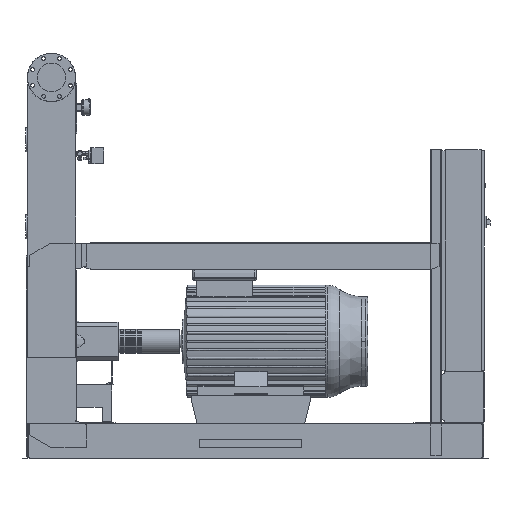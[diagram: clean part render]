
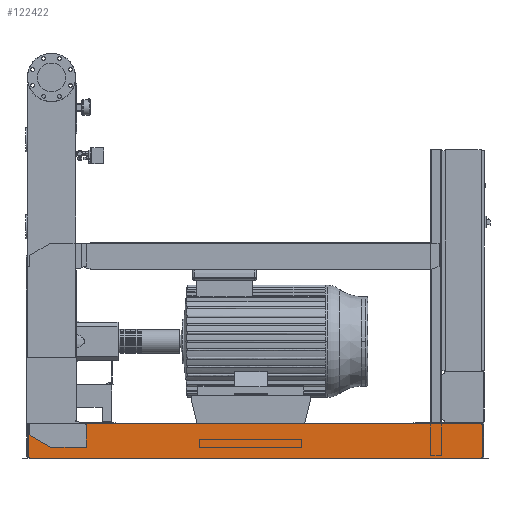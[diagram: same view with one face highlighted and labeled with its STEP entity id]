
A CAD part, front view. The second image highlights one B-rep face of the part: STEP entity #122422.
In plain terms, the highlighted free-form (B-spline) face has degree [1, 1] with [2, 2] control points.
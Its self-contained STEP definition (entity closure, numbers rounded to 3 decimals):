
#117653=CARTESIAN_POINT('',(-131.0,-460.5,202.));
#117654=VERTEX_POINT('',#117653);
#117661=CARTESIAN_POINT('',(-131.0,-460.5,208.));
#117662=VERTEX_POINT('',#117661);
#117663=CARTESIAN_POINT('',(-131.0,-460.5,202.));
#117664=DIRECTION('',(0.0,0.0,1.0));
#117665=VECTOR('',#117664,6.);
#117666=LINE('',#117663,#117665);
#117667=EDGE_CURVE('',#117654,#117662,#117666,.T.);
#120707=CARTESIAN_POINT('',(2522.,-460.5,208.));
#120708=VERTEX_POINT('',#120707);
#120709=CARTESIAN_POINT('',(-131.0,-460.5,208.));
#120710=DIRECTION('',(1.0,0.0,0.0));
#120711=VECTOR('',#120710,2653.);
#120712=LINE('',#120709,#120711);
#120713=EDGE_CURVE('',#117662,#120708,#120712,.T.);
#122010=CARTESIAN_POINT('',(2530.,-460.5,202.));
#122011=VERTEX_POINT('',#122010);
#122018=CARTESIAN_POINT('',(2530.,-460.5,112.689));
#122019=VERTEX_POINT('',#122018);
#122020=CARTESIAN_POINT('',(2530.,-460.5,112.689));
#122021=DIRECTION('',(0.0,0.0,1.0));
#122022=VECTOR('',#122021,89.311);
#122023=LINE('',#122020,#122022);
#122024=EDGE_CURVE('',#122019,#122011,#122023,.T.);
#122336=CARTESIAN_POINT('',(-139.,-460.5,3.));
#122337=CARTESIAN_POINT('',(-139.,-460.5,208.));
#122338=CARTESIAN_POINT('',(2530.,-460.5,3.));
#122339=CARTESIAN_POINT('',(2530.,-460.5,208.));
#122340=B_SPLINE_SURFACE_WITH_KNOTS('',1,1,((#122336,#122338),(#122337,#122339)),.UNSPECIFIED.,.F.,.F.,.U.,(2,2),(2,2),(0.0,205.),(0.0,2669.0),.UNSPECIFIED.);
#122341=CARTESIAN_POINT('',(2530.,-460.5,6.));
#122342=VERTEX_POINT('',#122341);
#122343=CARTESIAN_POINT('',(2530.,-460.5,6.));
#122344=DIRECTION('',(0.0,0.0,1.0));
#122345=VECTOR('',#122344,106.689);
#122346=LINE('',#122343,#122345);
#122347=EDGE_CURVE('',#122342,#122019,#122346,.T.);
#122348=ORIENTED_EDGE('',*,*,#122347,.T.);
#122349=ORIENTED_EDGE('',*,*,#122024,.T.);
#122350=CARTESIAN_POINT('',(2522.,-460.5,202.));
#122351=VERTEX_POINT('',#122350);
#122352=CARTESIAN_POINT('',(2530.,-460.5,202.));
#122353=DIRECTION('',(-1.0,0.0,0.0));
#122354=VECTOR('',#122353,8.0);
#122355=LINE('',#122352,#122354);
#122356=EDGE_CURVE('',#122011,#122351,#122355,.T.);
#122357=ORIENTED_EDGE('',*,*,#122356,.T.);
#122358=CARTESIAN_POINT('',(2522.,-460.5,208.));
#122359=DIRECTION('',(0.0,0.0,-1.0));
#122360=VECTOR('',#122359,6.);
#122361=LINE('',#122358,#122360);
#122362=EDGE_CURVE('',#120708,#122351,#122361,.T.);
#122363=ORIENTED_EDGE('',*,*,#122362,.F.);
#122364=ORIENTED_EDGE('',*,*,#120713,.F.);
#122365=ORIENTED_EDGE('',*,*,#117667,.F.);
#122366=CARTESIAN_POINT('',(-139.,-460.5,202.));
#122367=VERTEX_POINT('',#122366);
#122368=CARTESIAN_POINT('',(-131.0,-460.5,202.));
#122369=DIRECTION('',(-1.0,0.0,0.0));
#122370=VECTOR('',#122369,8.);
#122371=LINE('',#122368,#122370);
#122372=EDGE_CURVE('',#117654,#122367,#122371,.T.);
#122373=ORIENTED_EDGE('',*,*,#122372,.T.);
#122374=CARTESIAN_POINT('',(-139.,-460.5,6.));
#122375=VERTEX_POINT('',#122374);
#122376=CARTESIAN_POINT('',(-139.,-460.5,202.));
#122377=DIRECTION('',(0.0,0.0,-1.0));
#122378=VECTOR('',#122377,196.);
#122379=LINE('',#122376,#122378);
#122380=EDGE_CURVE('',#122367,#122375,#122379,.T.);
#122381=ORIENTED_EDGE('',*,*,#122380,.T.);
#122382=CARTESIAN_POINT('',(-131.0,-460.5,6.));
#122383=VERTEX_POINT('',#122382);
#122384=CARTESIAN_POINT('',(-139.,-460.5,6.));
#122385=DIRECTION('',(1.0,0.0,0.0));
#122386=VECTOR('',#122385,8.);
#122387=LINE('',#122384,#122386);
#122388=EDGE_CURVE('',#122375,#122383,#122387,.T.);
#122389=ORIENTED_EDGE('',*,*,#122388,.T.);
#122390=CARTESIAN_POINT('',(-131.0,-460.5,3.));
#122391=VERTEX_POINT('',#122390);
#122392=CARTESIAN_POINT('',(-131.0,-460.5,3.));
#122393=DIRECTION('',(0.0,0.0,1.0));
#122394=VECTOR('',#122393,3.);
#122395=LINE('',#122392,#122394);
#122396=EDGE_CURVE('',#122391,#122383,#122395,.T.);
#122397=ORIENTED_EDGE('',*,*,#122396,.F.);
#122398=CARTESIAN_POINT('',(2522.,-460.5,3.));
#122399=VERTEX_POINT('',#122398);
#122400=CARTESIAN_POINT('',(2522.,-460.5,3.));
#122401=DIRECTION('',(-1.0,0.0,0.0));
#122402=VECTOR('',#122401,2653.);
#122403=LINE('',#122400,#122402);
#122404=EDGE_CURVE('',#122399,#122391,#122403,.T.);
#122405=ORIENTED_EDGE('',*,*,#122404,.F.);
#122406=CARTESIAN_POINT('',(2522.,-460.5,6.));
#122407=VERTEX_POINT('',#122406);
#122408=CARTESIAN_POINT('',(2522.,-460.5,6.));
#122409=DIRECTION('',(0.0,0.0,-1.0));
#122410=VECTOR('',#122409,3.);
#122411=LINE('',#122408,#122410);
#122412=EDGE_CURVE('',#122407,#122399,#122411,.T.);
#122413=ORIENTED_EDGE('',*,*,#122412,.F.);
#122414=CARTESIAN_POINT('',(2522.,-460.5,6.));
#122415=DIRECTION('',(1.0,0.0,0.0));
#122416=VECTOR('',#122415,8.0);
#122417=LINE('',#122414,#122416);
#122418=EDGE_CURVE('',#122407,#122342,#122417,.T.);
#122419=ORIENTED_EDGE('',*,*,#122418,.T.);
#122420=EDGE_LOOP('',(#122348,#122349,#122357,#122363,#122364,#122365,#122373,#122381,#122389,#122397,#122405,#122413,#122419));
#122421=FACE_OUTER_BOUND('',#122420,.T.);
#122422=ADVANCED_FACE('',(#122421),#122340,.F.);
